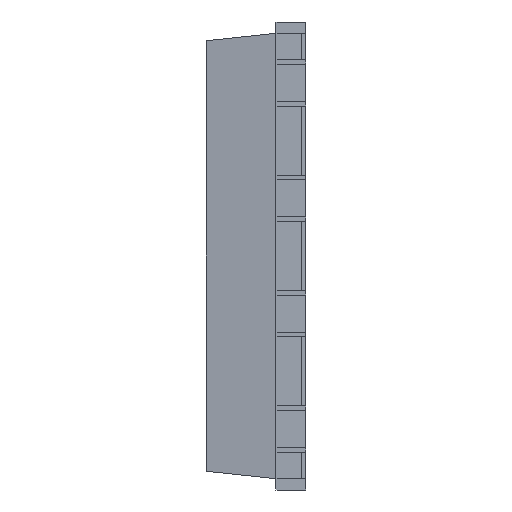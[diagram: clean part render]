
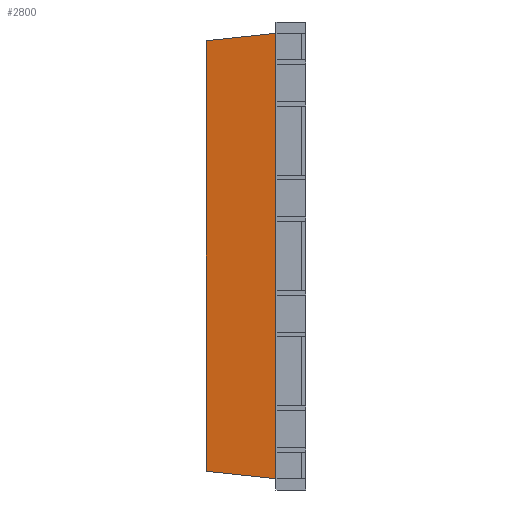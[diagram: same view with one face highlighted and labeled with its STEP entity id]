
A CAD part, left-side view. The second image highlights one B-rep face of the part: STEP entity #2800.
In plain terms, the highlighted planar face has unit normal (-0.995, 0.104, 0).
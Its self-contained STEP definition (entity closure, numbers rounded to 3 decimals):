
#64 = DIRECTION ( 'NONE',  ( 0., 0., 1. ) ) ;
#70 = LINE ( 'NONE', #4045, #1478 ) ;
#216 = VECTOR ( 'NONE', #4164, 1000. ) ;
#233 = CARTESIAN_POINT ( 'NONE',  ( -2.95, 0.33, 2.45 ) ) ;
#324 = EDGE_CURVE ( 'NONE', #913, #2944, #770, .T. ) ;
#342 = CARTESIAN_POINT ( 'NONE',  ( -2.869, 1.1, -2.369 ) ) ;
#410 = LINE ( 'NONE', #1329, #1792 ) ;
#450 = EDGE_CURVE ( 'NONE', #1999, #1980, #736, .T. ) ;
#466 = ORIENTED_EDGE ( 'NONE', *, *, #1376, .T. ) ;
#478 = VERTEX_POINT ( 'NONE', #2331 ) ;
#503 = CARTESIAN_POINT ( 'NONE',  ( -2.95, 0.33, 2.45 ) ) ;
#506 = LINE ( 'NONE', #3801, #3167 ) ;
#577 = CARTESIAN_POINT ( 'NONE',  ( -2.95, 0.33, -1.65 ) ) ;
#669 = CARTESIAN_POINT ( 'NONE',  ( -2.95, 0.33, 2.45 ) ) ;
#736 = LINE ( 'NONE', #669, #2136 ) ;
#770 = LINE ( 'NONE', #3834, #3476 ) ;
#844 = CARTESIAN_POINT ( 'NONE',  ( -2.95, 0.33, -2.16 ) ) ;
#869 = DIRECTION ( 'NONE',  ( 0., 0., 1. ) ) ;
#891 = CARTESIAN_POINT ( 'NONE',  ( -2.95, 0.33, 2.45 ) ) ;
#905 = EDGE_CURVE ( 'NONE', #3297, #1999, #1725, .T. ) ;
#913 = VERTEX_POINT ( 'NONE', #2583 ) ;
#935 = DIRECTION ( 'NONE',  ( 0., 0., 1. ) ) ;
#999 = DIRECTION ( 'NONE',  ( -0.995, 0.105, 0. ) ) ;
#1046 = EDGE_CURVE ( 'NONE', #1667, #2906, #1700, .T. ) ;
#1055 = CARTESIAN_POINT ( 'NONE',  ( -2.95, 0.33, -2.45 ) ) ;
#1069 = ORIENTED_EDGE ( 'NONE', *, *, #3585, .T. ) ;
#1079 = DIRECTION ( 'NONE',  ( 0., 0., 1. ) ) ;
#1247 = ORIENTED_EDGE ( 'NONE', *, *, #905, .T. ) ;
#1312 = LINE ( 'NONE', #4097, #1319 ) ;
#1319 = VECTOR ( 'NONE', #2135, 1000. ) ;
#1329 = CARTESIAN_POINT ( 'NONE',  ( -2.95, 0.33, 2.45 ) ) ;
#1359 = EDGE_LOOP ( 'NONE', ( #4094, #3429, #3866, #1247, #3407, #1069, #466, #3111, #1814, #2029, #4135, #1766 ) ) ;
#1361 = DIRECTION ( 'NONE',  ( 0., 0., 1. ) ) ;
#1376 = EDGE_CURVE ( 'NONE', #2276, #478, #506, .T. ) ;
#1386 = DIRECTION ( 'NONE',  ( -0.104, -0.989, -0.104 ) ) ;
#1478 = VECTOR ( 'NONE', #869, 1000. ) ;
#1565 = EDGE_CURVE ( 'NONE', #2906, #2944, #3396, .T. ) ;
#1612 = CARTESIAN_POINT ( 'NONE',  ( -2.95, 0.33, 2.45 ) ) ;
#1649 = CARTESIAN_POINT ( 'NONE',  ( -2.95, 0.33, 2.16 ) ) ;
#1667 = VERTEX_POINT ( 'NONE', #3044 ) ;
#1700 = LINE ( 'NONE', #233, #3017 ) ;
#1725 = LINE ( 'NONE', #1612, #216 ) ;
#1766 = ORIENTED_EDGE ( 'NONE', *, *, #324, .F. ) ;
#1792 = VECTOR ( 'NONE', #3059, 1000. ) ;
#1814 = ORIENTED_EDGE ( 'NONE', *, *, #3005, .T. ) ;
#1980 = VERTEX_POINT ( 'NONE', #2746 ) ;
#1999 = VERTEX_POINT ( 'NONE', #577 ) ;
#2029 = ORIENTED_EDGE ( 'NONE', *, *, #1046, .T. ) ;
#2110 = EDGE_CURVE ( 'NONE', #3192, #3297, #3876, .T. ) ;
#2135 = DIRECTION ( 'NONE',  ( 0., 0., 1. ) ) ;
#2136 = VECTOR ( 'NONE', #2875, 1000. ) ;
#2276 = VERTEX_POINT ( 'NONE', #3997 ) ;
#2281 = VERTEX_POINT ( 'NONE', #3394 ) ;
#2331 = CARTESIAN_POINT ( 'NONE',  ( -2.95, 0.33, 0.38 ) ) ;
#2369 = CARTESIAN_POINT ( 'NONE',  ( -2.95, 0.33, -2.45 ) ) ;
#2402 = CARTESIAN_POINT ( 'NONE',  ( -2.95, 0.33, 2.45 ) ) ;
#2431 = VECTOR ( 'NONE', #64, 1000. ) ;
#2564 = VERTEX_POINT ( 'NONE', #342 ) ;
#2583 = CARTESIAN_POINT ( 'NONE',  ( -2.869, 1.1, 2.369 ) ) ;
#2645 = PLANE ( 'NONE',  #2770 ) ;
#2668 = EDGE_CURVE ( 'NONE', #2564, #913, #70, .T. ) ;
#2709 = EDGE_CURVE ( 'NONE', #478, #2281, #2929, .T. ) ;
#2746 = CARTESIAN_POINT ( 'NONE',  ( -2.95, 0.33, -0.89 ) ) ;
#2770 = AXIS2_PLACEMENT_3D ( 'NONE', #2369, #999, #1361 ) ;
#2800 = ADVANCED_FACE ( 'NONE', ( #3496 ), #2645, .T. ) ;
#2808 = VECTOR ( 'NONE', #1079, 1000. ) ;
#2857 = CARTESIAN_POINT ( 'NONE',  ( -2.95, 0.33, -2.45 ) ) ;
#2875 = DIRECTION ( 'NONE',  ( 0., 0., 1. ) ) ;
#2906 = VERTEX_POINT ( 'NONE', #1649 ) ;
#2929 = LINE ( 'NONE', #891, #2808 ) ;
#2944 = VERTEX_POINT ( 'NONE', #503 ) ;
#3005 = EDGE_CURVE ( 'NONE', #2281, #1667, #1312, .T. ) ;
#3017 = VECTOR ( 'NONE', #3833, 1000. ) ;
#3044 = CARTESIAN_POINT ( 'NONE',  ( -2.95, 0.33, 1.65 ) ) ;
#3059 = DIRECTION ( 'NONE',  ( 0., 0., 1. ) ) ;
#3111 = ORIENTED_EDGE ( 'NONE', *, *, #2709, .T. ) ;
#3167 = VECTOR ( 'NONE', #4055, 1000. ) ;
#3192 = VERTEX_POINT ( 'NONE', #2857 ) ;
#3285 = CARTESIAN_POINT ( 'NONE',  ( -2.95, 0.33, 2.45 ) ) ;
#3297 = VERTEX_POINT ( 'NONE', #844 ) ;
#3394 = CARTESIAN_POINT ( 'NONE',  ( -2.95, 0.33, 0.89 ) ) ;
#3396 = LINE ( 'NONE', #2402, #3418 ) ;
#3407 = ORIENTED_EDGE ( 'NONE', *, *, #450, .T. ) ;
#3418 = VECTOR ( 'NONE', #935, 1000. ) ;
#3429 = ORIENTED_EDGE ( 'NONE', *, *, #3859, .T. ) ;
#3476 = VECTOR ( 'NONE', #3810, 1000. ) ;
#3496 = FACE_OUTER_BOUND ( 'NONE', #1359, .T. ) ;
#3585 = EDGE_CURVE ( 'NONE', #1980, #2276, #410, .T. ) ;
#3801 = CARTESIAN_POINT ( 'NONE',  ( -2.95, 0.33, 2.45 ) ) ;
#3810 = DIRECTION ( 'NONE',  ( -0.104, -0.989, 0.104 ) ) ;
#3833 = DIRECTION ( 'NONE',  ( 0., 0., 1. ) ) ;
#3834 = CARTESIAN_POINT ( 'NONE',  ( -2.95, 0.33, 2.45 ) ) ;
#3859 = EDGE_CURVE ( 'NONE', #2564, #3192, #3981, .T. ) ;
#3866 = ORIENTED_EDGE ( 'NONE', *, *, #2110, .T. ) ;
#3876 = LINE ( 'NONE', #3285, #2431 ) ;
#3915 = VECTOR ( 'NONE', #1386, 1000. ) ;
#3981 = LINE ( 'NONE', #1055, #3915 ) ;
#3997 = CARTESIAN_POINT ( 'NONE',  ( -2.95, 0.33, -0.38 ) ) ;
#4045 = CARTESIAN_POINT ( 'NONE',  ( -2.869, 1.1, -2.45 ) ) ;
#4055 = DIRECTION ( 'NONE',  ( 0., 0., 1. ) ) ;
#4094 = ORIENTED_EDGE ( 'NONE', *, *, #2668, .F. ) ;
#4097 = CARTESIAN_POINT ( 'NONE',  ( -2.95, 0.33, 2.45 ) ) ;
#4135 = ORIENTED_EDGE ( 'NONE', *, *, #1565, .T. ) ;
#4164 = DIRECTION ( 'NONE',  ( 0., 0., 1. ) ) ;
